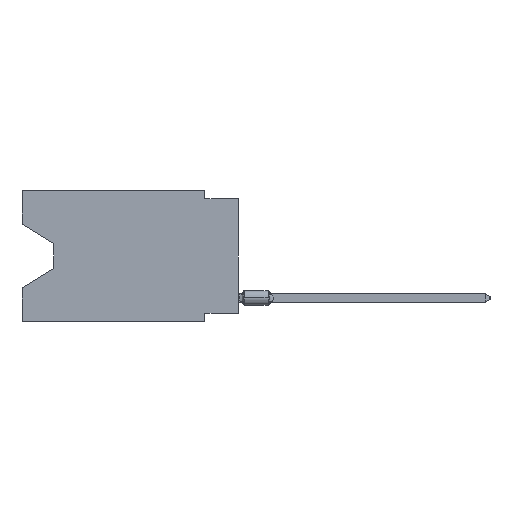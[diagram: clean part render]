
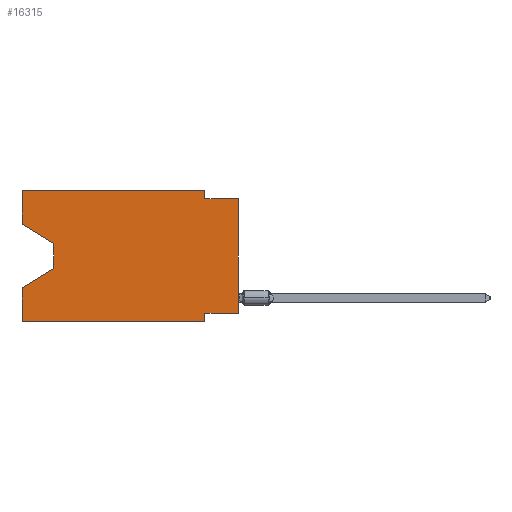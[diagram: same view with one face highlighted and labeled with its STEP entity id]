
A CAD part, left-side view. The second image highlights one B-rep face of the part: STEP entity #16315.
In plain terms, the highlighted planar face has unit normal (-1, 0, 0).
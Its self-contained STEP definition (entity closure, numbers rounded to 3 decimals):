
#1294 = ORIENTED_EDGE ( 'NONE', *, *, #26636, .F. ) ;
#1956 = VERTEX_POINT ( 'NONE', #11038 ) ;
#1971 = CARTESIAN_POINT ( 'NONE',  ( 0., 0., -9.271 ) ) ;
#2605 = EDGE_CURVE ( 'NONE', #10697, #1956, #17081, .T. ) ;
#3205 = LINE ( 'NONE', #31771, #21725 ) ;
#3813 = EDGE_CURVE ( 'NONE', #16735, #34370, #28022, .T. ) ;
#3956 = CARTESIAN_POINT ( 'NONE',  ( 0., 2.54, -9.906 ) ) ;
#4324 = VECTOR ( 'NONE', #12858, 1000. ) ;
#4726 = VECTOR ( 'NONE', #9960, 1000. ) ;
#4985 = CARTESIAN_POINT ( 'NONE',  ( 0., 2.54, -9.906 ) ) ;
#5214 = LINE ( 'NONE', #14254, #29912 ) ;
#5719 = DIRECTION ( 'NONE',  ( 0., 0., 1. ) ) ;
#6257 = VECTOR ( 'NONE', #21798, 1000. ) ;
#6359 = CARTESIAN_POINT ( 'NONE',  ( 0., 16.383, -9.906 ) ) ;
#6804 = LINE ( 'NONE', #33047, #4726 ) ;
#7000 = VECTOR ( 'NONE', #31646, 1000. ) ;
#7206 = ORIENTED_EDGE ( 'NONE', *, *, #28165, .F. ) ;
#7829 = CARTESIAN_POINT ( 'NONE',  ( 0., 16.383, -2.546 ) ) ;
#8198 = DIRECTION ( 'NONE',  ( 0., 0., -1. ) ) ;
#8798 = ORIENTED_EDGE ( 'NONE', *, *, #14021, .T. ) ;
#9655 = VECTOR ( 'NONE', #16487, 1000. ) ;
#9960 = DIRECTION ( 'NONE',  ( 0., 0., 1. ) ) ;
#10285 = VERTEX_POINT ( 'NONE', #11907 ) ;
#10697 = VERTEX_POINT ( 'NONE', #1971 ) ;
#10824 = LINE ( 'NONE', #14609, #29165 ) ;
#10876 = EDGE_CURVE ( 'NONE', #16735, #31089, #31581, .T. ) ;
#11038 = CARTESIAN_POINT ( 'NONE',  ( 0., 2.54, -9.271 ) ) ;
#11524 = EDGE_CURVE ( 'NONE', #10285, #11699, #40907, .T. ) ;
#11699 = VERTEX_POINT ( 'NONE', #26799 ) ;
#11907 = CARTESIAN_POINT ( 'NONE',  ( 0., 13.97, -4.013 ) ) ;
#12099 = CARTESIAN_POINT ( 'NONE',  ( 0., 13.97, -4.013 ) ) ;
#12858 = DIRECTION ( 'NONE',  ( 0., 0., -1. ) ) ;
#13051 = VECTOR ( 'NONE', #37298, 1000. ) ;
#14021 = EDGE_CURVE ( 'NONE', #10697, #23850, #6804, .T. ) ;
#14254 = CARTESIAN_POINT ( 'NONE',  ( 0., 16.383, 0. ) ) ;
#14609 = CARTESIAN_POINT ( 'NONE',  ( 0., 2.54, 0. ) ) ;
#15028 = VECTOR ( 'NONE', #38521, 1000. ) ;
#15550 = CARTESIAN_POINT ( 'NONE',  ( 0., 16.383, 0. ) ) ;
#16315 = ADVANCED_FACE ( 'NONE', ( #36812 ), #28777, .F. ) ;
#16487 = DIRECTION ( 'NONE',  ( 0., -1., 0. ) ) ;
#16579 = CARTESIAN_POINT ( 'NONE',  ( 0., 2.54, 0. ) ) ;
#16735 = VERTEX_POINT ( 'NONE', #40470 ) ;
#17081 = LINE ( 'NONE', #30331, #29075 ) ;
#19236 = LINE ( 'NONE', #32074, #9655 ) ;
#21103 = DIRECTION ( 'NONE',  ( 0., 0., -1. ) ) ;
#21725 = VECTOR ( 'NONE', #25667, 1000. ) ;
#21798 = DIRECTION ( 'NONE',  ( 0., -0.855, -0.519 ) ) ;
#22884 = VERTEX_POINT ( 'NONE', #34129 ) ;
#23850 = VERTEX_POINT ( 'NONE', #41500 ) ;
#24473 = CARTESIAN_POINT ( 'NONE',  ( 0., 13.97, -5.893 ) ) ;
#25667 = DIRECTION ( 'NONE',  ( 0., -1., 0. ) ) ;
#26091 = ORIENTED_EDGE ( 'NONE', *, *, #28733, .F. ) ;
#26517 = VERTEX_POINT ( 'NONE', #7829 ) ;
#26636 = EDGE_CURVE ( 'NONE', #33591, #39279, #3205, .T. ) ;
#26799 = CARTESIAN_POINT ( 'NONE',  ( 0., 13.97, -5.893 ) ) ;
#27351 = DIRECTION ( 'NONE',  ( 1., 0., 0. ) ) ;
#27467 = EDGE_CURVE ( 'NONE', #11699, #34370, #40455, .T. ) ;
#28022 = LINE ( 'NONE', #34504, #39207 ) ;
#28165 = EDGE_CURVE ( 'NONE', #1956, #31089, #28637, .T. ) ;
#28637 = LINE ( 'NONE', #3956, #4324 ) ;
#28733 = EDGE_CURVE ( 'NONE', #39279, #22884, #10824, .T. ) ;
#28777 = PLANE ( 'NONE',  #34128 ) ;
#28926 = ORIENTED_EDGE ( 'NONE', *, *, #36799, .T. ) ;
#29075 = VECTOR ( 'NONE', #40010, 1000. ) ;
#29165 = VECTOR ( 'NONE', #21103, 1000. ) ;
#29912 = VECTOR ( 'NONE', #30045, 1000. ) ;
#30045 = DIRECTION ( 'NONE',  ( 0., 0., 1. ) ) ;
#30331 = CARTESIAN_POINT ( 'NONE',  ( 0., 0., -9.271 ) ) ;
#30440 = LINE ( 'NONE', #30656, #6257 ) ;
#30444 = ORIENTED_EDGE ( 'NONE', *, *, #10876, .T. ) ;
#30656 = CARTESIAN_POINT ( 'NONE',  ( 0., 16.383, -2.546 ) ) ;
#31089 = VERTEX_POINT ( 'NONE', #4985 ) ;
#31103 = CARTESIAN_POINT ( 'NONE',  ( 0., 16.383, 0. ) ) ;
#31581 = LINE ( 'NONE', #6359, #15028 ) ;
#31646 = DIRECTION ( 'NONE',  ( 0., 0., -1. ) ) ;
#31771 = CARTESIAN_POINT ( 'NONE',  ( 0., 16.383, 0. ) ) ;
#32074 = CARTESIAN_POINT ( 'NONE',  ( 0., 0., -0.635 ) ) ;
#32166 = ORIENTED_EDGE ( 'NONE', *, *, #27467, .T. ) ;
#33047 = CARTESIAN_POINT ( 'NONE',  ( 0., 0., 0. ) ) ;
#33591 = VERTEX_POINT ( 'NONE', #15550 ) ;
#34128 = AXIS2_PLACEMENT_3D ( 'NONE', #31103, #27351, #8198 ) ;
#34129 = CARTESIAN_POINT ( 'NONE',  ( 0., 2.54, -0.635 ) ) ;
#34370 = VERTEX_POINT ( 'NONE', #41276 ) ;
#34504 = CARTESIAN_POINT ( 'NONE',  ( 0., 16.383, 0. ) ) ;
#36799 = EDGE_CURVE ( 'NONE', #26517, #10285, #30440, .T. ) ;
#36812 = FACE_OUTER_BOUND ( 'NONE', #37182, .T. ) ;
#37182 = EDGE_LOOP ( 'NONE', ( #28926, #41335, #32166, #39753, #30444, #7206, #37456, #8798, #40526, #26091, #1294, #41522 ) ) ;
#37298 = DIRECTION ( 'NONE',  ( 0., 0.855, -0.519 ) ) ;
#37395 = EDGE_CURVE ( 'NONE', #22884, #23850, #19236, .T. ) ;
#37456 = ORIENTED_EDGE ( 'NONE', *, *, #2605, .F. ) ;
#38521 = DIRECTION ( 'NONE',  ( 0., -1., 0. ) ) ;
#39207 = VECTOR ( 'NONE', #5719, 1000. ) ;
#39279 = VERTEX_POINT ( 'NONE', #16579 ) ;
#39335 = EDGE_CURVE ( 'NONE', #26517, #33591, #5214, .T. ) ;
#39753 = ORIENTED_EDGE ( 'NONE', *, *, #3813, .F. ) ;
#40010 = DIRECTION ( 'NONE',  ( 0., 1., 0. ) ) ;
#40455 = LINE ( 'NONE', #24473, #13051 ) ;
#40470 = CARTESIAN_POINT ( 'NONE',  ( 0., 16.383, -9.906 ) ) ;
#40526 = ORIENTED_EDGE ( 'NONE', *, *, #37395, .F. ) ;
#40907 = LINE ( 'NONE', #12099, #7000 ) ;
#41276 = CARTESIAN_POINT ( 'NONE',  ( 0., 16.383, -7.36 ) ) ;
#41335 = ORIENTED_EDGE ( 'NONE', *, *, #11524, .T. ) ;
#41500 = CARTESIAN_POINT ( 'NONE',  ( 0., 0., -0.635 ) ) ;
#41522 = ORIENTED_EDGE ( 'NONE', *, *, #39335, .F. ) ;
